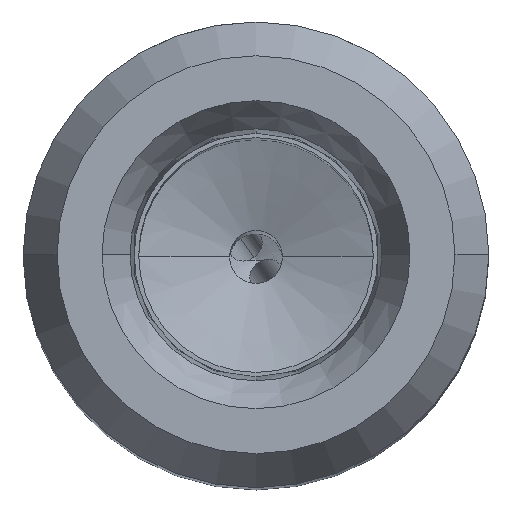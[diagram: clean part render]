
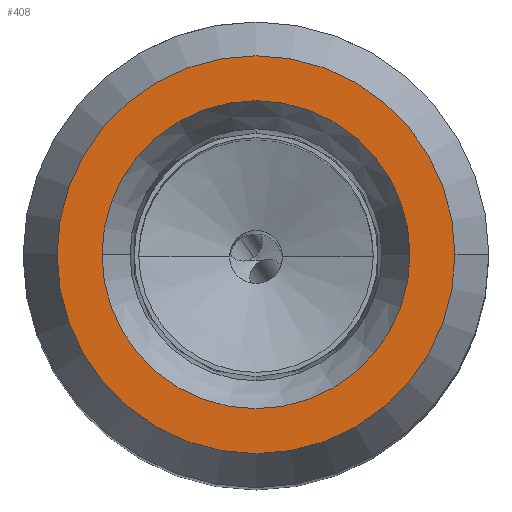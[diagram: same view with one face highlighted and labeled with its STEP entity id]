
A CAD part, top view. The second image highlights one B-rep face of the part: STEP entity #408.
In plain terms, the highlighted planar face has unit normal (0, 0, 1).
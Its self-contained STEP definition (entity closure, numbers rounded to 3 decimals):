
#109=FACE_BOUND('',#833,.T.);
#110=FACE_BOUND('',#834,.T.);
#270=CIRCLE('',#4000,5.25);
#271=CIRCLE('',#4002,5.25);
#272=CIRCLE('',#4004,6.783);
#273=CIRCLE('',#4005,6.783);
#408=ADVANCED_FACE('',(#109,#110),#574,.T.);
#574=PLANE('',#4006);
#833=EDGE_LOOP('',(#1534,#1535));
#834=EDGE_LOOP('',(#1536,#1537));
#1534=ORIENTED_EDGE('',*,*,#3079,.T.);
#1535=ORIENTED_EDGE('',*,*,#3080,.T.);
#1536=ORIENTED_EDGE('',*,*,#3081,.T.);
#1537=ORIENTED_EDGE('',*,*,#3082,.T.);
#2631=VERTEX_POINT('',#5530);
#2632=VERTEX_POINT('',#5532);
#2633=VERTEX_POINT('',#5538);
#2634=VERTEX_POINT('',#5539);
#3079=EDGE_CURVE('',#2631,#2632,#270,.T.);
#3080=EDGE_CURVE('',#2632,#2631,#271,.T.);
#3081=EDGE_CURVE('',#2633,#2634,#272,.T.);
#3082=EDGE_CURVE('',#2634,#2633,#273,.T.);
#4000=AXIS2_PLACEMENT_3D('',#5533,#4455,#4456);
#4002=AXIS2_PLACEMENT_3D('',#5535,#4459,#4460);
#4004=AXIS2_PLACEMENT_3D('',#5537,#4463,#4464);
#4005=AXIS2_PLACEMENT_3D('',#5540,#4465,#4466);
#4006=AXIS2_PLACEMENT_3D('',#5541,#4467,#4468);
#4455=DIRECTION('',(0.,0.,-1.));
#4456=DIRECTION('',(-1.,0.,0.));
#4459=DIRECTION('',(0.,0.,-1.));
#4460=DIRECTION('',(1.,0.,0.));
#4463=DIRECTION('',(0.,0.,1.));
#4464=DIRECTION('',(-1.,0.,0.));
#4465=DIRECTION('',(0.,0.,1.));
#4466=DIRECTION('',(1.,0.,0.));
#4467=DIRECTION('',(0.,0.,1.));
#4468=DIRECTION('',(-1.,0.,0.));
#5530=CARTESIAN_POINT('',(-5.25,0.,24.5));
#5532=CARTESIAN_POINT('',(5.25,0.,24.5));
#5533=CARTESIAN_POINT('',(0.,0.,24.5));
#5535=CARTESIAN_POINT('',(0.,0.,24.5));
#5537=CARTESIAN_POINT('',(0.,0.,24.5));
#5538=CARTESIAN_POINT('',(-6.783,0.,24.5));
#5539=CARTESIAN_POINT('',(6.783,0.,24.5));
#5540=CARTESIAN_POINT('',(0.,0.,24.5));
#5541=CARTESIAN_POINT('',(0.,0.,24.5));
